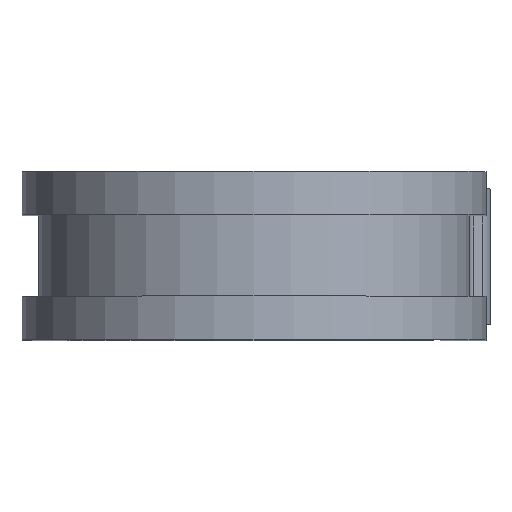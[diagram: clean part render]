
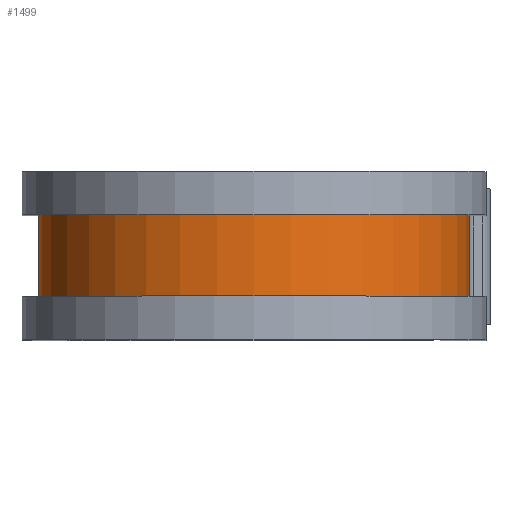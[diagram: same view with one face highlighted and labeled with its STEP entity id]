
A CAD part, top view. The second image highlights one B-rep face of the part: STEP entity #1499.
In plain terms, the highlighted cylindrical face has radius 20.206 mm (diameter 40.411 mm), a partial arc.
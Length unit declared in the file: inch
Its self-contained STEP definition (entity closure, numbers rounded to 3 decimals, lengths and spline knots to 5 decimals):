
#47 = DIRECTION ( 'NONE',  ( 0., 0., -1. ) ) ;
#61 = VECTOR ( 'NONE', #1457, 39.37008 ) ;
#88 = LINE ( 'NONE', #1632, #61 ) ;
#90 = CARTESIAN_POINT ( 'NONE',  ( -0.7955, 0.15, 1.375 ) ) ;
#109 = EDGE_CURVE ( 'NONE', #1429, #2092, #1763, .T. ) ;
#133 = VERTEX_POINT ( 'NONE', #90 ) ;
#321 = DIRECTION ( 'NONE',  ( 0., -1., 0. ) ) ;
#549 = CARTESIAN_POINT ( 'NONE',  ( 0.7955, 0.15, 1.375 ) ) ;
#564 = EDGE_CURVE ( 'NONE', #588, #1429, #88, .T. ) ;
#588 = VERTEX_POINT ( 'NONE', #549 ) ;
#621 = CARTESIAN_POINT ( 'NONE',  ( -0.7955, -0.15, 1.375 ) ) ;
#624 = AXIS2_PLACEMENT_3D ( 'NONE', #1218, #321, #1386 ) ;
#763 = ORIENTED_EDGE ( 'NONE', *, *, #1214, .T. ) ;
#909 = CARTESIAN_POINT ( 'NONE',  ( 0.7955, -0.15, 1.375 ) ) ;
#945 = DIRECTION ( 'NONE',  ( 0., -1., 0. ) ) ;
#1028 = AXIS2_PLACEMENT_3D ( 'NONE', #1672, #1695, #1705 ) ;
#1214 = EDGE_CURVE ( 'NONE', #133, #2092, #1573, .T. ) ;
#1218 = CARTESIAN_POINT ( 'NONE',  ( 0., 0.15, 1.375 ) ) ;
#1319 = CARTESIAN_POINT ( 'NONE',  ( -0.7955, 0.25, 1.375 ) ) ;
#1376 = EDGE_CURVE ( 'NONE', #588, #133, #2107, .T. ) ;
#1386 = DIRECTION ( 'NONE',  ( 0., 0., -1. ) ) ;
#1429 = VERTEX_POINT ( 'NONE', #909 ) ;
#1457 = DIRECTION ( 'NONE',  ( 0., -1., 0. ) ) ;
#1499 = ADVANCED_FACE ( 'NONE', ( #1992 ), #1969, .T. ) ;
#1552 = AXIS2_PLACEMENT_3D ( 'NONE', #1808, #945, #47 ) ;
#1560 = ORIENTED_EDGE ( 'NONE', *, *, #564, .F. ) ;
#1572 = VECTOR ( 'NONE', #2053, 39.37008 ) ;
#1573 = LINE ( 'NONE', #1319, #1572 ) ;
#1632 = CARTESIAN_POINT ( 'NONE',  ( 0.7955, 0.25, 1.375 ) ) ;
#1672 = CARTESIAN_POINT ( 'NONE',  ( 0., -0.15, 1.375 ) ) ;
#1695 = DIRECTION ( 'NONE',  ( 0., -1., 0. ) ) ;
#1705 = DIRECTION ( 'NONE',  ( 0., 0., -1. ) ) ;
#1730 = ORIENTED_EDGE ( 'NONE', *, *, #109, .F. ) ;
#1763 = CIRCLE ( 'NONE', #1028, 0.7955 ) ;
#1782 = ORIENTED_EDGE ( 'NONE', *, *, #1376, .T. ) ;
#1808 = CARTESIAN_POINT ( 'NONE',  ( 0., 0.25, 1.375 ) ) ;
#1969 = CYLINDRICAL_SURFACE ( 'NONE', #1552, 0.7955 ) ;
#1979 = EDGE_LOOP ( 'NONE', ( #1560, #1782, #763, #1730 ) ) ;
#1992 = FACE_OUTER_BOUND ( 'NONE', #1979, .T. ) ;
#2053 = DIRECTION ( 'NONE',  ( 0., -1., 0. ) ) ;
#2092 = VERTEX_POINT ( 'NONE', #621 ) ;
#2107 = CIRCLE ( 'NONE', #624, 0.7955 ) ;
